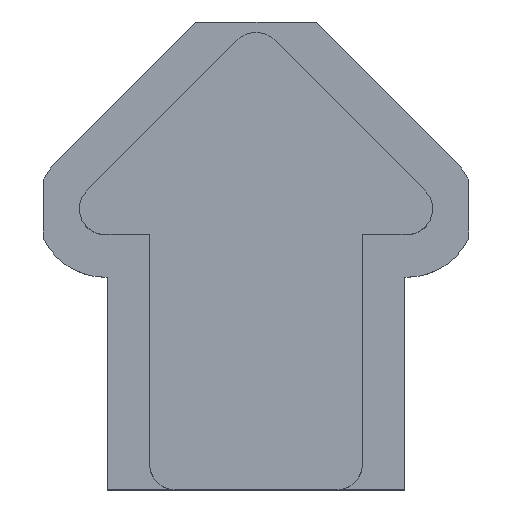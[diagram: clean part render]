
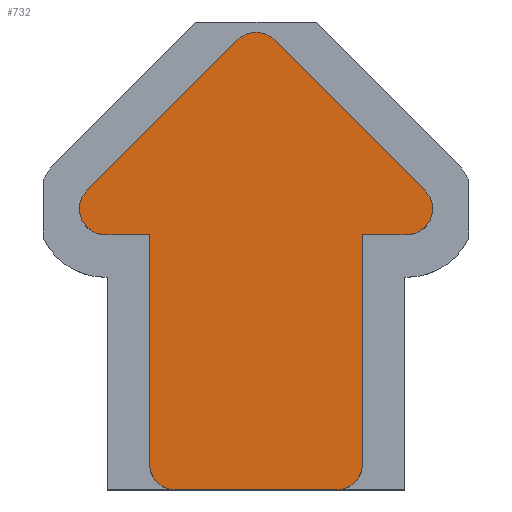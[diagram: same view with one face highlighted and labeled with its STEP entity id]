
A CAD part, top view. The second image highlights one B-rep face of the part: STEP entity #732.
In plain terms, the highlighted planar face has unit normal (0, 0, 1).
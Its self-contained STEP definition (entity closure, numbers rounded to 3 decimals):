
#27=PLANE('',#816);
#55=CIRCLE('',#814,0.6);
#56=CIRCLE('',#817,0.6);
#57=CIRCLE('',#818,0.6);
#58=CIRCLE('',#819,0.6);
#59=CIRCLE('',#820,0.6);
#101=FACE_OUTER_BOUND('',#143,.T.);
#143=EDGE_LOOP('',(#630,#631,#632,#633,#634,#635,#636,#637,#638,#639,#640,
#641));
#181=LINE('',#1196,#251);
#214=LINE('',#1282,#284);
#216=LINE('',#1286,#286);
#217=LINE('',#1290,#287);
#218=LINE('',#1292,#288);
#219=LINE('',#1297,#289);
#220=LINE('',#1299,#290);
#251=VECTOR('',#922,10.);
#284=VECTOR('',#1007,10.);
#286=VECTOR('',#1011,10.);
#287=VECTOR('',#1014,10.);
#288=VECTOR('',#1015,10.);
#289=VECTOR('',#1020,10.);
#290=VECTOR('',#1021,10.);
#328=VERTEX_POINT('',#1193);
#329=VERTEX_POINT('',#1195);
#354=VERTEX_POINT('',#1275);
#355=VERTEX_POINT('',#1276);
#356=VERTEX_POINT('',#1281);
#357=VERTEX_POINT('',#1285);
#358=VERTEX_POINT('',#1287);
#359=VERTEX_POINT('',#1289);
#360=VERTEX_POINT('',#1291);
#361=VERTEX_POINT('',#1294);
#362=VERTEX_POINT('',#1296);
#363=VERTEX_POINT('',#1298);
#409=EDGE_CURVE('',#329,#328,#181,.T.);
#449=EDGE_CURVE('',#354,#355,#55,.T.);
#452=EDGE_CURVE('',#356,#355,#214,.T.);
#454=EDGE_CURVE('',#354,#357,#216,.T.);
#455=EDGE_CURVE('',#358,#357,#56,.T.);
#456=EDGE_CURVE('',#358,#359,#217,.T.);
#457=EDGE_CURVE('',#359,#360,#218,.T.);
#458=EDGE_CURVE('',#329,#360,#57,.T.);
#459=EDGE_CURVE('',#361,#328,#58,.T.);
#460=EDGE_CURVE('',#361,#362,#219,.T.);
#461=EDGE_CURVE('',#362,#363,#220,.T.);
#462=EDGE_CURVE('',#356,#363,#59,.T.);
#630=ORIENTED_EDGE('',*,*,#449,.F.);
#631=ORIENTED_EDGE('',*,*,#454,.T.);
#632=ORIENTED_EDGE('',*,*,#455,.F.);
#633=ORIENTED_EDGE('',*,*,#456,.T.);
#634=ORIENTED_EDGE('',*,*,#457,.T.);
#635=ORIENTED_EDGE('',*,*,#458,.F.);
#636=ORIENTED_EDGE('',*,*,#409,.T.);
#637=ORIENTED_EDGE('',*,*,#459,.F.);
#638=ORIENTED_EDGE('',*,*,#460,.T.);
#639=ORIENTED_EDGE('',*,*,#461,.T.);
#640=ORIENTED_EDGE('',*,*,#462,.F.);
#641=ORIENTED_EDGE('',*,*,#452,.T.);
#732=ADVANCED_FACE('',(#101),#27,.T.);
#814=AXIS2_PLACEMENT_3D('',#1277,#1001,#1002);
#816=AXIS2_PLACEMENT_3D('',#1284,#1009,#1010);
#817=AXIS2_PLACEMENT_3D('',#1288,#1012,#1013);
#818=AXIS2_PLACEMENT_3D('',#1293,#1016,#1017);
#819=AXIS2_PLACEMENT_3D('',#1295,#1018,#1019);
#820=AXIS2_PLACEMENT_3D('',#1300,#1022,#1023);
#922=DIRECTION('',(1.,0.,0.));
#1001=DIRECTION('center_axis',(0.,0.,-1.));
#1002=DIRECTION('ref_axis',(0.,1.,0.));
#1007=DIRECTION('',(-0.707,0.707,0.));
#1009=DIRECTION('center_axis',(0.,0.,1.));
#1010=DIRECTION('ref_axis',(1.,0.,0.));
#1011=DIRECTION('',(-0.707,-0.707,0.));
#1012=DIRECTION('center_axis',(0.,0.,-1.));
#1013=DIRECTION('ref_axis',(-0.924,-0.383,0.));
#1014=DIRECTION('',(1.,0.,0.));
#1015=DIRECTION('',(0.,-1.,0.));
#1016=DIRECTION('center_axis',(0.,0.,-1.));
#1017=DIRECTION('ref_axis',(-0.707,-0.707,0.));
#1018=DIRECTION('center_axis',(0.,0.,-1.));
#1019=DIRECTION('ref_axis',(0.707,-0.707,0.));
#1020=DIRECTION('',(0.,1.,0.));
#1021=DIRECTION('',(1.,0.,0.));
#1022=DIRECTION('center_axis',(0.,0.,-1.));
#1023=DIRECTION('ref_axis',(0.924,-0.383,0.));
#1193=CARTESIAN_POINT('',(1.9,-5.5,5.4));
#1195=CARTESIAN_POINT('',(-1.9,-5.5,5.4));
#1196=CARTESIAN_POINT('',(5.,-5.5,5.4));
#1275=CARTESIAN_POINT('',(-0.424,5.076,5.4));
#1276=CARTESIAN_POINT('',(0.424,5.076,5.4));
#1277=CARTESIAN_POINT('Origin',(0.,4.651,5.4));
#1281=CARTESIAN_POINT('',(3.976,1.524,5.4));
#1282=CARTESIAN_POINT('',(0.,5.5,5.4));
#1284=CARTESIAN_POINT('Origin',(0.,0.,
5.4));
#1285=CARTESIAN_POINT('',(-3.976,1.524,5.4));
#1286=CARTESIAN_POINT('',(-5.,0.5,5.4));
#1287=CARTESIAN_POINT('',(-3.551,0.5,5.4));
#1288=CARTESIAN_POINT('Origin',(-3.551,1.1,5.4));
#1289=CARTESIAN_POINT('',(-2.5,0.5,5.4));
#1290=CARTESIAN_POINT('',(-2.5,0.5,5.4));
#1291=CARTESIAN_POINT('',(-2.5,-4.9,5.4));
#1292=CARTESIAN_POINT('',(-2.5,-5.5,5.4));
#1293=CARTESIAN_POINT('Origin',(-1.9,-4.9,5.4));
#1294=CARTESIAN_POINT('',(2.5,-4.9,5.4));
#1295=CARTESIAN_POINT('Origin',(1.9,-4.9,5.4));
#1296=CARTESIAN_POINT('',(2.5,0.5,5.4));
#1297=CARTESIAN_POINT('',(2.5,0.5,5.4));
#1298=CARTESIAN_POINT('',(3.551,0.5,5.4));
#1299=CARTESIAN_POINT('',(5.,0.5,5.4));
#1300=CARTESIAN_POINT('Origin',(3.551,1.1,5.4));
